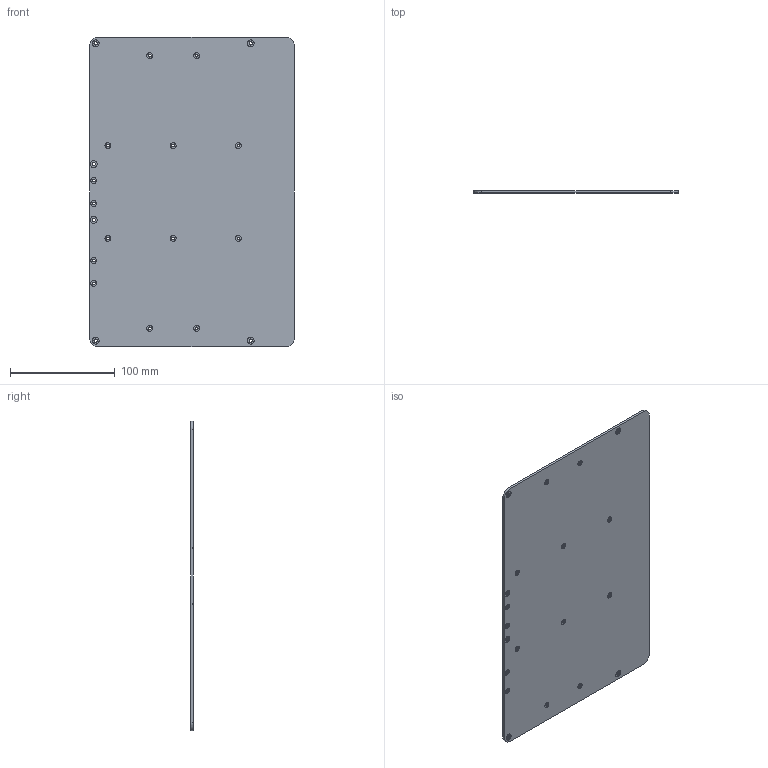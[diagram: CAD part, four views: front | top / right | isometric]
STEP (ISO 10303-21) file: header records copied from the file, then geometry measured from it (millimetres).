
FILE_DESCRIPTION(/* description */ (''),/* implementation_level */ '2;1');
FILE_NAME(/* name */ 'BottomPlate.stp',/* time_stamp */ '2023-10-21T03:50:52+08:00',/* author */ ('nicx5'),/* organization */ (''),/* preprocessor_version */ 'ST-DEVELOPER v19.2',/* originating_system */ 'Autodesk Inventor 2024',/* authorisation */ '');
FILE_SCHEMA (('AUTOMOTIVE_DESIGN { 1 0 10303 214 3 1 1 }'));
Length unit declared in the file: millimetre
Products named in the file (1): BottomPlate
Bounding box: 196 x 2 x 296 mm (x, y, z)
Volume: 115243.6 mm3; surface area: 118155.6 mm2
Topology: 1 solids, 1 shells, 70 faces, 144 edges, 96 vertices
Faces by surface type: cylinder 44, plane 26
Full cylindrical faces by diameter (mm): 2.7 x14, 3.2 x6, 5.6 x14, 6.6 x6
Entity records: 2098 total; most frequent: DIRECTION 374, CARTESIAN_POINT 311, ORIENTED_EDGE 288, AXIS2_PLACEMENT_3D 159, EDGE_CURVE 144, EDGE_LOOP 130, VERTEX_POINT 96, CIRCLE 88
